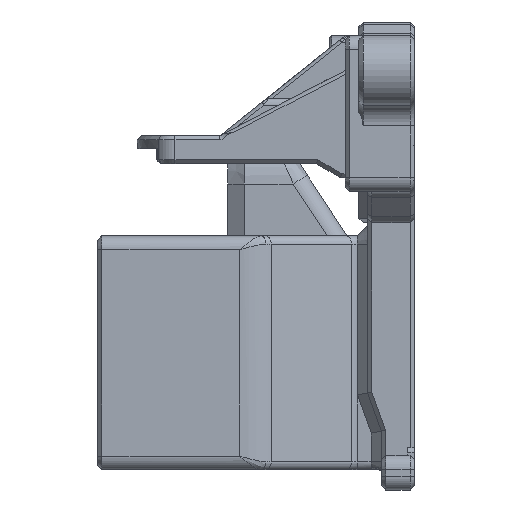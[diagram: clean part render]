
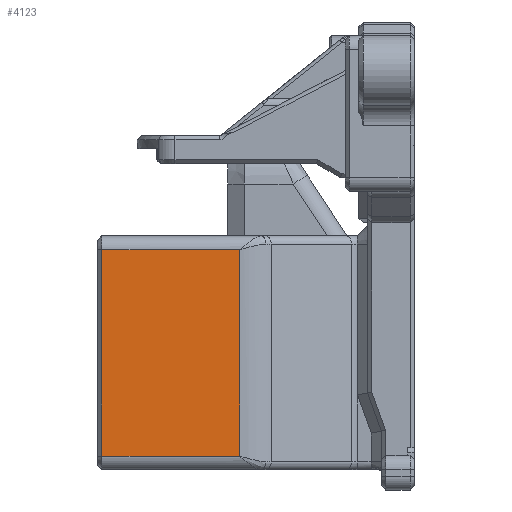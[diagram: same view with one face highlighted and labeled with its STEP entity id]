
A CAD part, left-side view. The second image highlights one B-rep face of the part: STEP entity #4123.
In plain terms, the highlighted planar face has unit normal (-1, 0, 0).
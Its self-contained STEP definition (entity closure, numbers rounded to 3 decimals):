
#564 = FACE_OUTER_BOUND ( 'NONE', #27361, .T. ) ;
#651 = CARTESIAN_POINT ( 'NONE',  ( -18.15, 22.57, 0.425 ) ) ;
#896 = VERTEX_POINT ( 'NONE', #651 ) ;
#3354 = CARTESIAN_POINT ( 'NONE',  ( -18.15, 12.612, -13.675 ) ) ;
#4036 = EDGE_CURVE ( 'NONE', #896, #13141, #13340, .T. ) ;
#4123 = ADVANCED_FACE ( 'NONE', ( #564 ), #10794, .T. ) ;
#4236 = LINE ( 'NONE', #16857, #12032 ) ;
#5054 = CARTESIAN_POINT ( 'NONE',  ( -18.15, 12.612, -14.475 ) ) ;
#5867 = LINE ( 'NONE', #10333, #20335 ) ;
#5976 = EDGE_CURVE ( 'NONE', #13141, #24354, #5867, .T. ) ;
#6465 = DIRECTION ( 'NONE',  ( 0., 0., 1. ) ) ;
#6615 = DIRECTION ( 'NONE',  ( 0., 1., 0. ) ) ;
#7094 = VECTOR ( 'NONE', #26908, 1000. ) ;
#7805 = ORIENTED_EDGE ( 'NONE', *, *, #5976, .T. ) ;
#8116 = ORIENTED_EDGE ( 'NONE', *, *, #4036, .T. ) ;
#8463 = VERTEX_POINT ( 'NONE', #16713 ) ;
#8704 = DIRECTION ( 'NONE',  ( -1., 0., 0. ) ) ;
#10333 = CARTESIAN_POINT ( 'NONE',  ( -18.15, 0., -14.475 ) ) ;
#10794 = PLANE ( 'NONE',  #15876 ) ;
#12032 = VECTOR ( 'NONE', #6615, 1000. ) ;
#12054 = EDGE_CURVE ( 'NONE', #24354, #8463, #18227, .T. ) ;
#13141 = VERTEX_POINT ( 'NONE', #18795 ) ;
#13340 = LINE ( 'NONE', #23979, #22147 ) ;
#14847 = DIRECTION ( 'NONE',  ( 0., -1., 0. ) ) ;
#15876 = AXIS2_PLACEMENT_3D ( 'NONE', #25686, #8704, #6465 ) ;
#16713 = CARTESIAN_POINT ( 'NONE',  ( -18.15, 12.612, 0.425 ) ) ;
#16857 = CARTESIAN_POINT ( 'NONE',  ( -18.15, 0., 0.425 ) ) ;
#18227 = LINE ( 'NONE', #3354, #7094 ) ;
#18795 = CARTESIAN_POINT ( 'NONE',  ( -18.15, 22.57, -14.475 ) ) ;
#19372 = DIRECTION ( 'NONE',  ( 0., 0., -1. ) ) ;
#20335 = VECTOR ( 'NONE', #14847, 1000. ) ;
#20715 = EDGE_CURVE ( 'NONE', #8463, #896, #4236, .T. ) ;
#21722 = ORIENTED_EDGE ( 'NONE', *, *, #20715, .T. ) ;
#21966 = ORIENTED_EDGE ( 'NONE', *, *, #12054, .T. ) ;
#22147 = VECTOR ( 'NONE', #19372, 1000. ) ;
#23979 = CARTESIAN_POINT ( 'NONE',  ( -18.15, 22.57, -14.475 ) ) ;
#24354 = VERTEX_POINT ( 'NONE', #5054 ) ;
#25686 = CARTESIAN_POINT ( 'NONE',  ( -18.15, 0., 0. ) ) ;
#26908 = DIRECTION ( 'NONE',  ( 0., 0., 1. ) ) ;
#27361 = EDGE_LOOP ( 'NONE', ( #21722, #8116, #7805, #21966 ) ) ;
